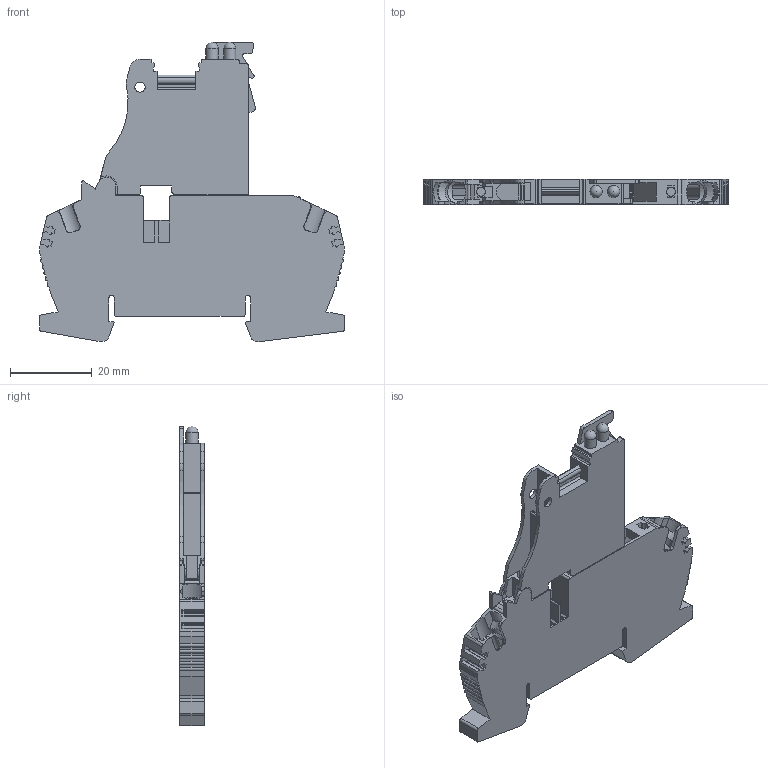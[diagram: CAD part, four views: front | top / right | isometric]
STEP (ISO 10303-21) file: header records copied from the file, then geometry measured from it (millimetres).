
FILE_DESCRIPTION(/* description */ ('Unknown'),/* implementation_level */ '2;1');
FILE_NAME(/* name */ 'BKF-SI-520-LL024',/* time_stamp */ '2024-10-31T09:10:50-03:00',/* author */ ('Unknown'),/* organization */ ('Unknown'),/* preprocessor_version */ 'ST-DEVELOPER v16.7',/* originating_system */ 'Solid Edge',/* authorisation */ 'Unknown');
FILE_SCHEMA (('AUTOMOTIVE_DESIGN {1 0 10303 214 3 1 1}'));
Length unit declared in the file: millimetre
Products named in the file (1): BKF-SI-520-LL012
Bounding box: 74.5 x 6.1 x 73.17 mm (x, y, z)
Volume: 16946 mm3; surface area: 11039.6 mm2
Topology: 1 solids, 1 shells, 404 faces, 1168 edges, 770 vertices
Faces by surface type: plane 277, cylinder 119, cone 6, sphere 2
Full cylindrical faces by diameter (mm): 2.2 x4, 2.5 x2, 3 x2
Entity records: 16011 total; most frequent: CARTESIAN_POINT 2429, ORIENTED_EDGE 2294, DIRECTION 2181, EDGE_CURVE 1147, LINE 859, VECTOR 859, VERTEX_POINT 761, AXIS2_PLACEMENT_3D 661
